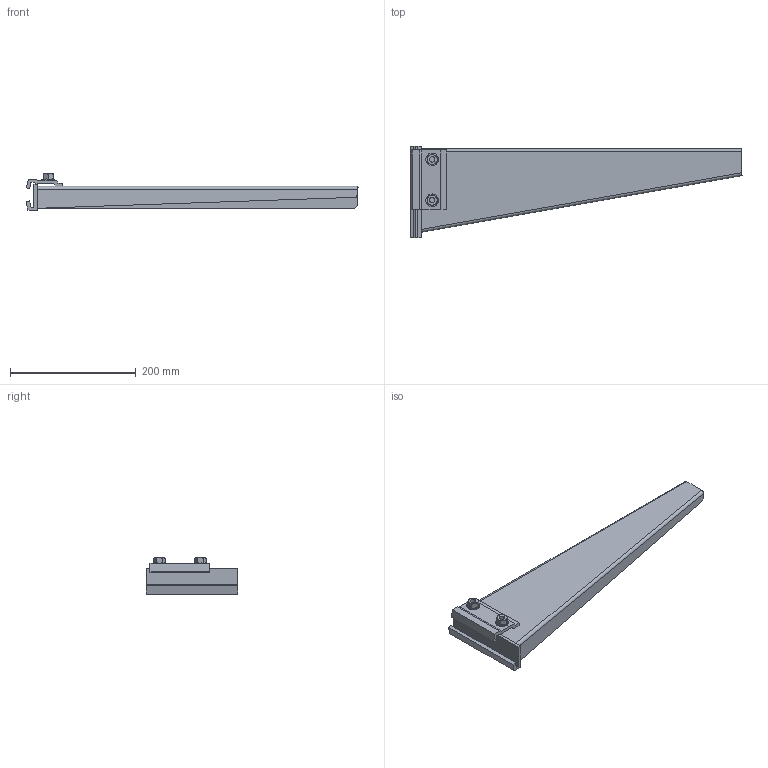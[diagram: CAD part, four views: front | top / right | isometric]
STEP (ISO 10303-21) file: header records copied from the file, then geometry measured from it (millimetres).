
FILE_DESCRIPTION((''),'2;1');
FILE_NAME('6419100_ASM','2012-08-17T',('AndreasKeweloh'),(''),'PRO/ENGINEER BY PARAMETRIC TECHNOLOGY CORPORATION, 2012130','PRO/ENGINEER BY PARAMETRIC TECHNOLOGY CORPORATION, 2012130','');
FILE_SCHEMA(('CONFIG_CONTROL_DESIGN'));
Length unit declared in the file: millimetre
Products named in the file (6): 6419100SCHEIBE; 6419100AUSLEGER-F; 6419100M_10; 6419100KLEMMST; 6419100KLEMMLASCHE; 6419100_ASM
Assembly tree (7 placements, depth 2):
  6419100_ASM
    6419100SCHEIBE  x2
    6419100AUSLEGER-F
    6419100M_10  x2
    6419100KLEMMST
    6419100KLEMMLASCHE
Bounding box: 527.85 x 145 x 57.8 mm (x, y, z)
Volume: 294308.1 mm3; surface area: 184766.5 mm2
Topology: 7 solids, 7 shells, 106 faces, 247 edges, 155 vertices
Faces by surface type: plane 60, cone 24, cylinder 20, bspline 2
Entity records: 2726 total; most frequent: CARTESIAN_POINT 771, DIRECTION 375, ORIENTED_EDGE 374, EDGE_CURVE 187, AXIS2_PLACEMENT_3D 127, VECTOR 121, LINE 121, VERTEX_POINT 119
